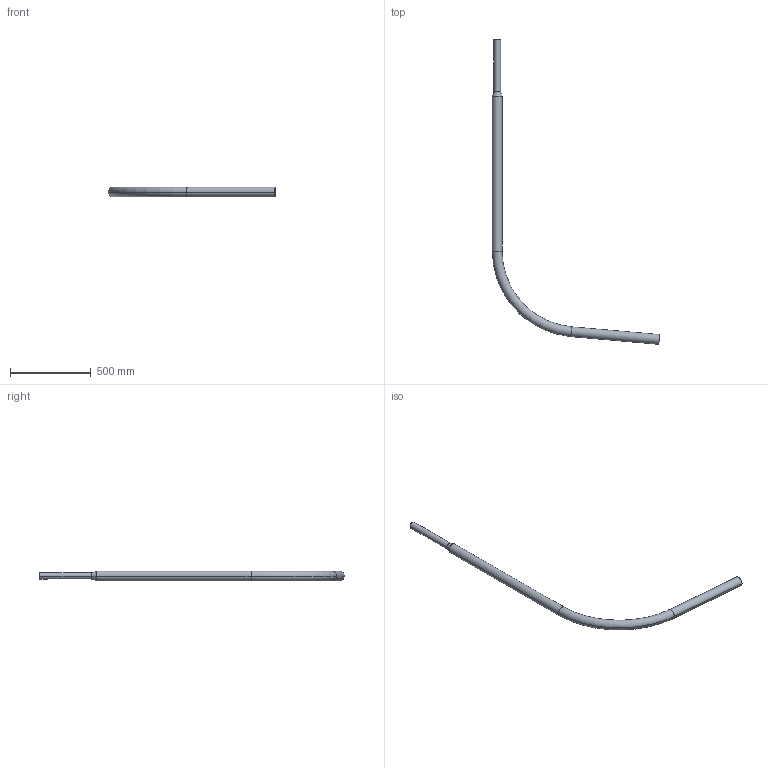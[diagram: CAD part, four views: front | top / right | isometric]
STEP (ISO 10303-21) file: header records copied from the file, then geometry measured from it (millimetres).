
FILE_DESCRIPTION (( 'STEP AP214' ), '1' );
FILE_NAME ('130100KXXX P110BK 4607965 P-KARTIOVARSI_3D.step', '2022-05-28T14:16:38', ( '' ), ( '' ), 'SwSTEP 2.0', 'SolidWorks 2021', '' );
FILE_SCHEMA (( 'AUTOMOTIVE_DESIGN' ));
Length unit declared in the file: millimetre
Products named in the file (1): 130100KXXX P110BK 4607965 P-KARTIOVARSI_3D
Bounding box: 1032.78 x 1880.04 x 60.3 mm (x, y, z)
Volume: 1299190.8 mm3; surface area: 897292.1 mm2
Topology: 1 solids, 1 shells, 44 faces, 100 edges, 58 vertices
Faces by surface type: cylinder 21, torus 10, plane 9, bspline 3, sphere 1
Entity records: 1467 total; most frequent: CARTESIAN_POINT 436, DIRECTION 229, ORIENTED_EDGE 198, EDGE_CURVE 99, AXIS2_PLACEMENT_3D 97, VERTEX_POINT 58, CIRCLE 55, EDGE_LOOP 47
